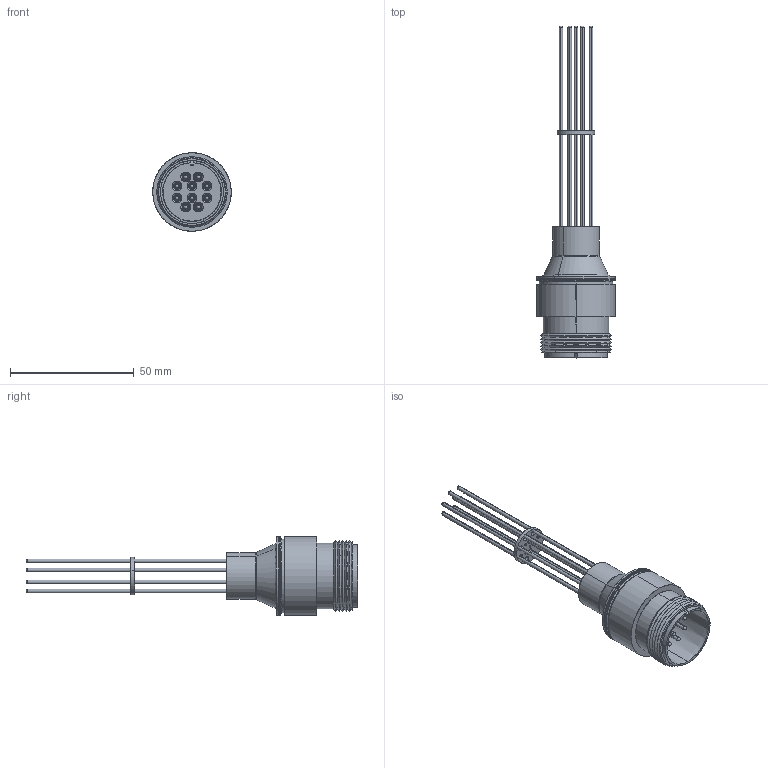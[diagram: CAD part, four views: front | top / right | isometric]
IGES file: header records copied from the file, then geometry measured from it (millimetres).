
Start section: SolidWorks IGES file using analytic representation for surfaces
Global section: file name: 10094-05-W.IGS; native system: SolidWorks 2010; preprocessor: SolidWorks 2010; author: Obadiah Bucchieri; date: 100917.092752; units: inch
Bounding box: 31.75 x 134.29 x 31.75 mm (x, y, z)
Surface area: 22958.2 mm2 (no closed solid volume)
Topology: 0 solids, 0 shells, 349 faces, 5366 edges, 5344 vertices
Faces by surface type: revolution 288, bspline 61
